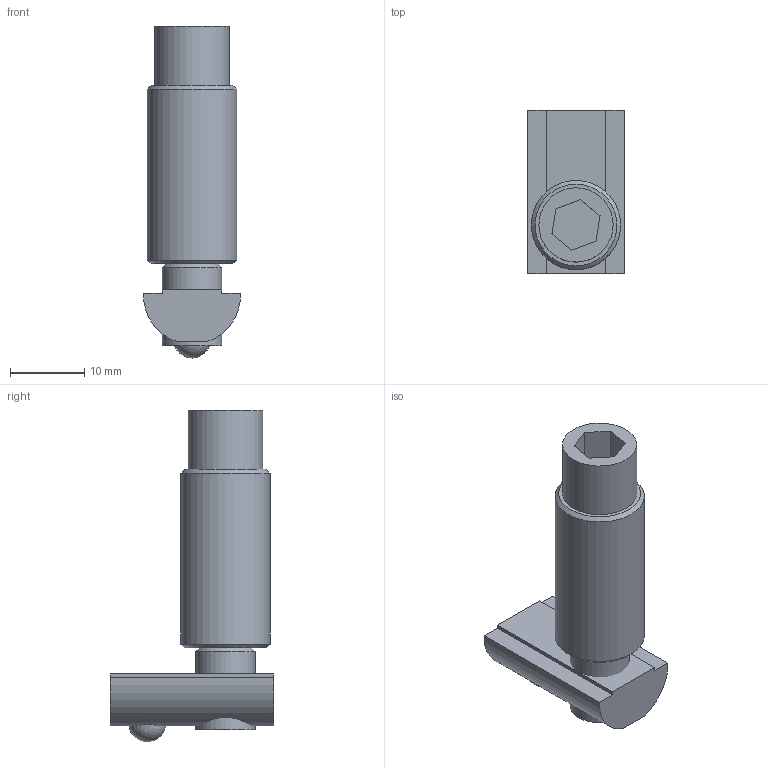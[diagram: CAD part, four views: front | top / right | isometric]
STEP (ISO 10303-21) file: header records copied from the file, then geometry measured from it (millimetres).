
FILE_DESCRIPTION((''),'2;1');
FILE_NAME('220200-3d.stp','2010-07-12T15:50:36',('kantoor'),(''),'Autodesk Inventor 2011','Autodesk Inventor 2011','');
FILE_SCHEMA(('AUTOMOTIVE_DESIGN { 1 0 10303 214 1 1 1 1 }'));
Length unit declared in the file: millimetre
Products named in the file (4): 220200-001; 220200-202; 220200-201; 220200-203
Assembly tree (3 placements, depth 2):
  220200-001
    220200-202
    220200-201
    220200-203
Bounding box: 13 x 22 x 44.68 mm (x, y, z)
Volume: 4779.5 mm3; surface area: 4049.7 mm2
Topology: 3 solids, 3 shells, 38 faces, 93 edges, 57 vertices
Faces by surface type: plane 23, cylinder 10, cone 3, sphere 2
Full cylindrical faces by diameter (mm): 5 x2, 6.647 x1, 7 x1, 8 x1, 8.2 x1, 10 x1, 12 x1
Entity records: 1168 total; most frequent: CARTESIAN_POINT 220, DIRECTION 190, ORIENTED_EDGE 150, EDGE_CURVE 75, AXIS2_PLACEMENT_3D 74, EDGE_LOOP 56, VERTEX_POINT 54, VECTOR 42
